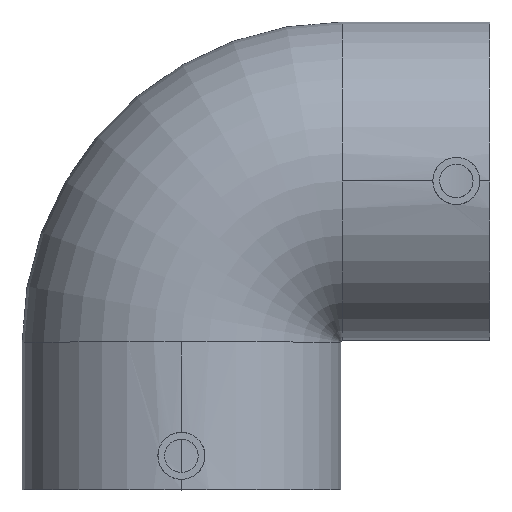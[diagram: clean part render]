
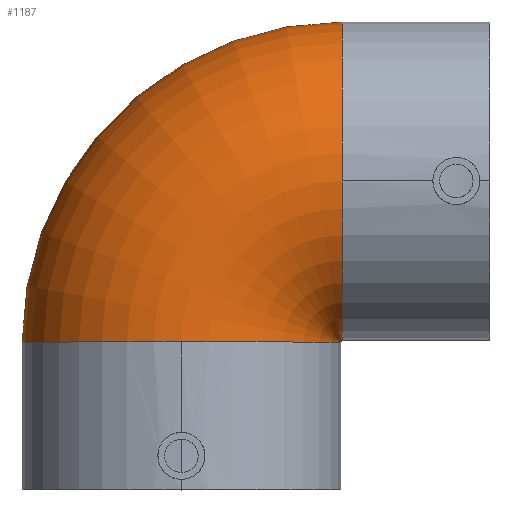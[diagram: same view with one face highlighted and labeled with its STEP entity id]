
A CAD part, top view. The second image highlights one B-rep face of the part: STEP entity #1187.
In plain terms, the highlighted toroidal (fillet/blend) face has major radius 48 mm and minor radius 47.5 mm.
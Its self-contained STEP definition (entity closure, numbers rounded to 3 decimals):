
#4 = VERTEX_POINT ( 'NONE', #776 ) ;
#28 = CARTESIAN_POINT ( 'NONE',  ( 0., 44., 0. ) ) ;
#40 = VERTEX_POINT ( 'NONE', #309 ) ;
#46 = CIRCLE ( 'NONE', #166, 47.5 ) ;
#53 = FACE_OUTER_BOUND ( 'NONE', #503, .T. ) ;
#68 = CARTESIAN_POINT ( 'NONE',  ( 48., 44., 0. ) ) ;
#74 = CIRCLE ( 'NONE', #911, 95.5 ) ;
#115 = DIRECTION ( 'NONE',  ( 0., 0., 1. ) ) ;
#124 = CIRCLE ( 'NONE', #358, 0.5 ) ;
#131 = DIRECTION ( 'NONE',  ( 1., 0., 0. ) ) ;
#138 = AXIS2_PLACEMENT_3D ( 'NONE', #1193, #346, #1021 ) ;
#166 = AXIS2_PLACEMENT_3D ( 'NONE', #28, #407, #425 ) ;
#193 = CIRCLE ( 'NONE', #138, 47.5 ) ;
#196 = EDGE_CURVE ( 'NONE', #999, #1058, #74, .T. ) ;
#217 = EDGE_CURVE ( 'NONE', #1058, #648, #193, .T. ) ;
#225 = CIRCLE ( 'NONE', #423, 47.5 ) ;
#229 = ORIENTED_EDGE ( 'NONE', *, *, #217, .F. ) ;
#281 = DIRECTION ( 'NONE',  ( -1., 0., 0. ) ) ;
#309 = CARTESIAN_POINT ( 'NONE',  ( 47.5, 44., 0. ) ) ;
#318 = DIRECTION ( 'NONE',  ( 0., 0., 1. ) ) ;
#346 = DIRECTION ( 'NONE',  ( 1., 0., 0. ) ) ;
#347 = ORIENTED_EDGE ( 'NONE', *, *, #196, .F. ) ;
#358 = AXIS2_PLACEMENT_3D ( 'NONE', #68, #1004, #444 ) ;
#390 = CARTESIAN_POINT ( 'NONE',  ( 48., 92., 0. ) ) ;
#407 = DIRECTION ( 'NONE',  ( 0., 1., 0. ) ) ;
#423 = AXIS2_PLACEMENT_3D ( 'NONE', #390, #131, #318 ) ;
#425 = DIRECTION ( 'NONE',  ( 0., 0., 1. ) ) ;
#437 = TOROIDAL_SURFACE ( 'NONE', #576, 48., 47.5 ) ;
#444 = DIRECTION ( 'NONE',  ( -1., 0., 0. ) ) ;
#451 = EDGE_CURVE ( 'NONE', #999, #4, #913, .T. ) ;
#459 = DIRECTION ( 'NONE',  ( 0., 0., -1. ) ) ;
#468 = ORIENTED_EDGE ( 'NONE', *, *, #601, .T. ) ;
#490 = CARTESIAN_POINT ( 'NONE',  ( 48., 44.5, 0. ) ) ;
#503 = EDGE_LOOP ( 'NONE', ( #347, #742, #468, #1189, #922, #229 ) ) ;
#576 = AXIS2_PLACEMENT_3D ( 'NONE', #1072, #1167, #686 ) ;
#584 = CARTESIAN_POINT ( 'NONE',  ( 0., 44., 0. ) ) ;
#601 = EDGE_CURVE ( 'NONE', #4, #40, #46, .T. ) ;
#648 = VERTEX_POINT ( 'NONE', #715 ) ;
#686 = DIRECTION ( 'NONE',  ( -1., 0., 0. ) ) ;
#715 = CARTESIAN_POINT ( 'NONE',  ( 48., 92., 47.5 ) ) ;
#742 = ORIENTED_EDGE ( 'NONE', *, *, #451, .T. ) ;
#776 = CARTESIAN_POINT ( 'NONE',  ( 0., 44., 47.5 ) ) ;
#795 = EDGE_CURVE ( 'NONE', #648, #1017, #225, .T. ) ;
#911 = AXIS2_PLACEMENT_3D ( 'NONE', #1096, #459, #281 ) ;
#913 = CIRCLE ( 'NONE', #1111, 47.5 ) ;
#922 = ORIENTED_EDGE ( 'NONE', *, *, #795, .F. ) ;
#949 = DIRECTION ( 'NONE',  ( 0., 1., 0. ) ) ;
#987 = EDGE_CURVE ( 'NONE', #40, #1017, #124, .T. ) ;
#999 = VERTEX_POINT ( 'NONE', #1186 ) ;
#1004 = DIRECTION ( 'NONE',  ( 0., 0., -1. ) ) ;
#1017 = VERTEX_POINT ( 'NONE', #490 ) ;
#1021 = DIRECTION ( 'NONE',  ( 0., 0., 1. ) ) ;
#1058 = VERTEX_POINT ( 'NONE', #1127 ) ;
#1072 = CARTESIAN_POINT ( 'NONE',  ( 48., 44., 0. ) ) ;
#1096 = CARTESIAN_POINT ( 'NONE',  ( 48., 44., 0. ) ) ;
#1111 = AXIS2_PLACEMENT_3D ( 'NONE', #584, #949, #115 ) ;
#1127 = CARTESIAN_POINT ( 'NONE',  ( 48., 139.5, 0. ) ) ;
#1167 = DIRECTION ( 'NONE',  ( 0., 0., -1. ) ) ;
#1186 = CARTESIAN_POINT ( 'NONE',  ( -47.5, 44., 0. ) ) ;
#1187 = ADVANCED_FACE ( 'NONE', ( #53 ), #437, .T. ) ;
#1189 = ORIENTED_EDGE ( 'NONE', *, *, #987, .T. ) ;
#1193 = CARTESIAN_POINT ( 'NONE',  ( 48., 92., 0. ) ) ;
